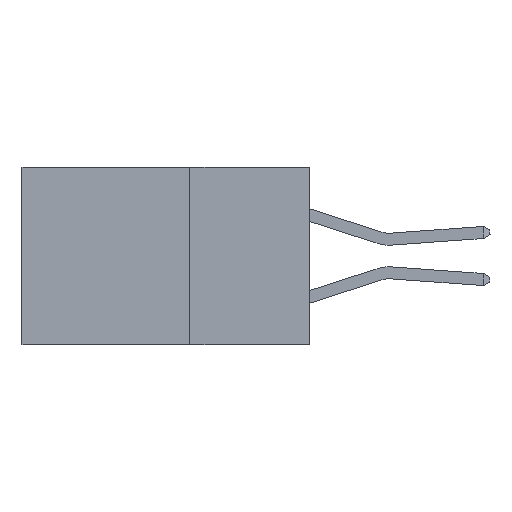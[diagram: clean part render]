
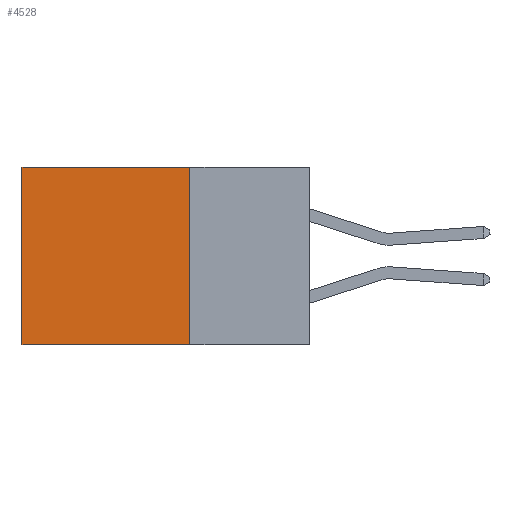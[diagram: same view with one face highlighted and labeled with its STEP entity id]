
A CAD part, left-side view. The second image highlights one B-rep face of the part: STEP entity #4528.
In plain terms, the highlighted planar face has unit normal (-1, 0, 0).
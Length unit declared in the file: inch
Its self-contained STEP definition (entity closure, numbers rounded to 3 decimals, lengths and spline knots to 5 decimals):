
#343 = ORIENTED_EDGE ( 'NONE', *, *, #2214, .T. ) ;
#902 = LINE ( 'NONE', #4531, #1973 ) ;
#1057 = VECTOR ( 'NONE', #11192, 39.37008 ) ;
#1973 = VECTOR ( 'NONE', #6425, 39.37008 ) ;
#2214 = EDGE_CURVE ( 'NONE', #11074, #10310, #5830, .T. ) ;
#2258 = LINE ( 'NONE', #4875, #1057 ) ;
#2514 = EDGE_CURVE ( 'NONE', #10310, #6788, #902, .T. ) ;
#3803 = AXIS2_PLACEMENT_3D ( 'NONE', #4764, #9403, #11239 ) ;
#4231 = CARTESIAN_POINT ( 'NONE',  ( 0.2615, 0.6, 0. ) ) ;
#4265 = CARTESIAN_POINT ( 'NONE',  ( 0.2615, 0.25, 0. ) ) ;
#4528 = ADVANCED_FACE ( 'NONE', ( #5820 ), #10405, .F. ) ;
#4531 = CARTESIAN_POINT ( 'NONE',  ( 0.2615, 0.6, -0.37 ) ) ;
#4764 = CARTESIAN_POINT ( 'NONE',  ( 0.2615, 0.25, -0.37 ) ) ;
#4875 = CARTESIAN_POINT ( 'NONE',  ( 0.2615, 0.25, -0.37 ) ) ;
#5231 = ORIENTED_EDGE ( 'NONE', *, *, #2514, .T. ) ;
#5665 = DIRECTION ( 'NONE',  ( 0., 1., 0. ) ) ;
#5820 = FACE_OUTER_BOUND ( 'NONE', #8205, .T. ) ;
#5830 = LINE ( 'NONE', #9412, #10169 ) ;
#6425 = DIRECTION ( 'NONE',  ( 0., 0., -1. ) ) ;
#6788 = VERTEX_POINT ( 'NONE', #10151 ) ;
#7288 = VECTOR ( 'NONE', #11212, 39.37008 ) ;
#8205 = EDGE_LOOP ( 'NONE', ( #5231, #10085, #8744, #343 ) ) ;
#8670 = CARTESIAN_POINT ( 'NONE',  ( 0.2615, 0.25, -0.37 ) ) ;
#8744 = ORIENTED_EDGE ( 'NONE', *, *, #11092, .F. ) ;
#9403 = DIRECTION ( 'NONE',  ( 1., 0., 0. ) ) ;
#9412 = CARTESIAN_POINT ( 'NONE',  ( 0.2615, 0.25, 0. ) ) ;
#10085 = ORIENTED_EDGE ( 'NONE', *, *, #11657, .F. ) ;
#10151 = CARTESIAN_POINT ( 'NONE',  ( 0.2615, 0.6, -0.37 ) ) ;
#10169 = VECTOR ( 'NONE', #5665, 39.37008 ) ;
#10310 = VERTEX_POINT ( 'NONE', #4231 ) ;
#10373 = VERTEX_POINT ( 'NONE', #10654 ) ;
#10405 = PLANE ( 'NONE',  #3803 ) ;
#10439 = LINE ( 'NONE', #8670, #7288 ) ;
#10654 = CARTESIAN_POINT ( 'NONE',  ( 0.2615, 0.25, -0.37 ) ) ;
#11074 = VERTEX_POINT ( 'NONE', #4265 ) ;
#11092 = EDGE_CURVE ( 'NONE', #11074, #10373, #10439, .T. ) ;
#11192 = DIRECTION ( 'NONE',  ( 0., 1., 0. ) ) ;
#11212 = DIRECTION ( 'NONE',  ( 0., 0., -1. ) ) ;
#11239 = DIRECTION ( 'NONE',  ( 0., 0., -1. ) ) ;
#11657 = EDGE_CURVE ( 'NONE', #10373, #6788, #2258, .T. ) ;
